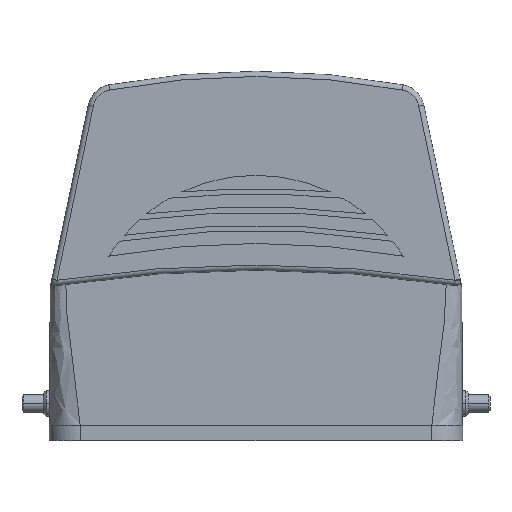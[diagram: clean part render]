
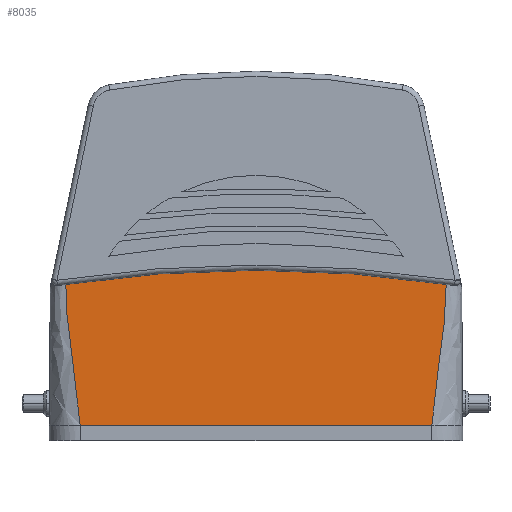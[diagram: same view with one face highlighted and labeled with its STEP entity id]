
A CAD part, top view. The second image highlights one B-rep face of the part: STEP entity #8035.
In plain terms, the highlighted planar face has unit normal (0, 0, 1).
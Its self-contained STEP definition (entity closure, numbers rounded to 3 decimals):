
#25 = CARTESIAN_POINT ( 'NONE',  ( 36.627, 20.696, 14.89 ) ) ;
#130 = CARTESIAN_POINT ( 'NONE',  ( -36.627, 20.696, 14.89 ) ) ;
#139 = B_SPLINE_CURVE_WITH_KNOTS ( 'NONE', 3,
 ( #10559, #6761, #11518, #5859, #130, #6796, #1094 ),
 .UNSPECIFIED., .F., .F.,
 ( 4, 3, 4 ),
 ( -0.247, -0.247, -0.22 ),
 .UNSPECIFIED. ) ;
#194 = EDGE_CURVE ( 'NONE', #7057, #1060, #139, .T. ) ;
#999 = CARTESIAN_POINT ( 'NONE',  ( 36.574, 29.721, 14.89 ) ) ;
#1060 = VERTEX_POINT ( 'NONE', #5709 ) ;
#1094 = CARTESIAN_POINT ( 'NONE',  ( -33.818, 2.95, 14.89 ) ) ;
#1382 = ORIENTED_EDGE ( 'NONE', *, *, #4399, .F. ) ;
#1930 = CARTESIAN_POINT ( 'NONE',  ( 34.255, 11.817, 14.89 ) ) ;
#1968 = CARTESIAN_POINT ( 'NONE',  ( 36.572, 30.041, 14.89 ) ) ;
#1985 = EDGE_LOOP ( 'NONE', ( #1382, #5404, #8837, #10164 ) ) ;
#2342 = CARTESIAN_POINT ( 'NONE',  ( 33.818, 2.95, 14.89 ) ) ;
#2644 = CARTESIAN_POINT ( 'NONE',  ( 36.572, 30.041, 14.89 ) ) ;
#3316 = CARTESIAN_POINT ( 'NONE',  ( 0., -217.27, 14.89 ) ) ;
#4066 = DIRECTION ( 'NONE',  ( 0., 0., -1. ) ) ;
#4121 = B_SPLINE_CURVE_WITH_KNOTS ( 'NONE', 3,
 ( #2342, #1930, #25, #6707, #999, #7652, #1968 ),
 .UNSPECIFIED., .F., .F.,
 ( 4, 3, 4 ),
 ( 0.22, 0.247, 0.247 ),
 .UNSPECIFIED. ) ;
#4291 = DIRECTION ( 'NONE',  ( -1., 0., 0. ) ) ;
#4399 = EDGE_CURVE ( 'NONE', #11834, #1060, #9412, .T. ) ;
#4834 = AXIS2_PLACEMENT_3D ( 'NONE', #3316, #9929, #4291 ) ;
#5404 = ORIENTED_EDGE ( 'NONE', *, *, #7931, .T. ) ;
#5709 = CARTESIAN_POINT ( 'NONE',  ( -33.818, 2.95, 14.89 ) ) ;
#5786 = FACE_OUTER_BOUND ( 'NONE', #1985, .T. ) ;
#5859 = CARTESIAN_POINT ( 'NONE',  ( -36.575, 29.56, 14.89 ) ) ;
#6177 = CIRCLE ( 'NONE', #4834, 250. ) ;
#6707 = CARTESIAN_POINT ( 'NONE',  ( 36.575, 29.56, 14.89 ) ) ;
#6761 = CARTESIAN_POINT ( 'NONE',  ( -36.573, 29.881, 14.89 ) ) ;
#6796 = CARTESIAN_POINT ( 'NONE',  ( -34.255, 11.817, 14.89 ) ) ;
#6904 = VECTOR ( 'NONE', #10987, 1000. ) ;
#7057 = VERTEX_POINT ( 'NONE', #11865 ) ;
#7567 = AXIS2_PLACEMENT_3D ( 'NONE', #9701, #4066, #10683 ) ;
#7652 = CARTESIAN_POINT ( 'NONE',  ( 36.573, 29.881, 14.89 ) ) ;
#7774 = PLANE ( 'NONE',  #7567 ) ;
#7931 = EDGE_CURVE ( 'NONE', #11834, #10999, #4121, .T. ) ;
#8035 = ADVANCED_FACE ( 'NONE', ( #5786 ), #7774, .F. ) ;
#8115 = CARTESIAN_POINT ( 'NONE',  ( 0., 2.95, 14.89 ) ) ;
#8837 = ORIENTED_EDGE ( 'NONE', *, *, #10247, .T. ) ;
#9412 = LINE ( 'NONE', #8115, #6904 ) ;
#9701 = CARTESIAN_POINT ( 'NONE',  ( 0., -217.27, 14.89 ) ) ;
#9929 = DIRECTION ( 'NONE',  ( 0., 0., 1. ) ) ;
#10164 = ORIENTED_EDGE ( 'NONE', *, *, #194, .T. ) ;
#10247 = EDGE_CURVE ( 'NONE', #10999, #7057, #6177, .T. ) ;
#10559 = CARTESIAN_POINT ( 'NONE',  ( -36.572, 30.041, 14.89 ) ) ;
#10683 = DIRECTION ( 'NONE',  ( -1., 0., 0. ) ) ;
#10987 = DIRECTION ( 'NONE',  ( -1., 0., 0. ) ) ;
#10999 = VERTEX_POINT ( 'NONE', #2644 ) ;
#11475 = CARTESIAN_POINT ( 'NONE',  ( 33.818, 2.95, 14.89 ) ) ;
#11518 = CARTESIAN_POINT ( 'NONE',  ( -36.574, 29.721, 14.89 ) ) ;
#11834 = VERTEX_POINT ( 'NONE', #11475 ) ;
#11865 = CARTESIAN_POINT ( 'NONE',  ( -36.572, 30.041, 14.89 ) ) ;
